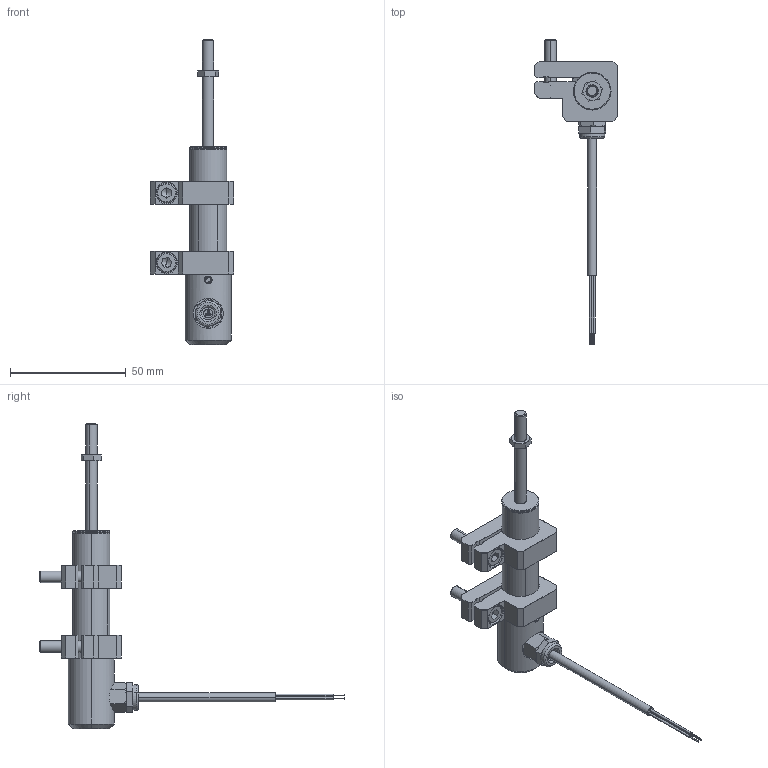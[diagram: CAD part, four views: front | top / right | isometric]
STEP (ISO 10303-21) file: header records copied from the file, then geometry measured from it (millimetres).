
FILE_DESCRIPTION (( 'STEP AP214' ), '1' );
FILE_NAME ('TX2_0025_Kabel_aus_Montageblock.STEP', '2011-01-27T07:22:29', ( 'novotechnik' ), ( 'novotechnik' ), 'SwSTEP 2.0', 'SolidWorks 2010', '' );
FILE_SCHEMA (( 'AUTOMOTIVE_DESIGN' ));
Length unit declared in the file: millimetre
Products named in the file (1): TX2_0025_Kabel_aus_Montageblock
Bounding box: 36 x 132.1 x 132.1 mm (x, y, z)
Surface area: 16049.6 mm2 (no closed solid volume)
Topology: 0 solids, 22 shells, 339 faces, 896 edges, 546 vertices
Faces by surface type: cylinder 133, plane 122, cone 53, torus 29, bspline 2
Entity records: 14231 total; most frequent: CARTESIAN_POINT 2479, DIRECTION 1707, ORIENTED_EDGE 1547, EDGE_CURVE 892, AXIS2_PLACEMENT_3D 626, VERTEX_POINT 546, LINE 455, VECTOR 455
